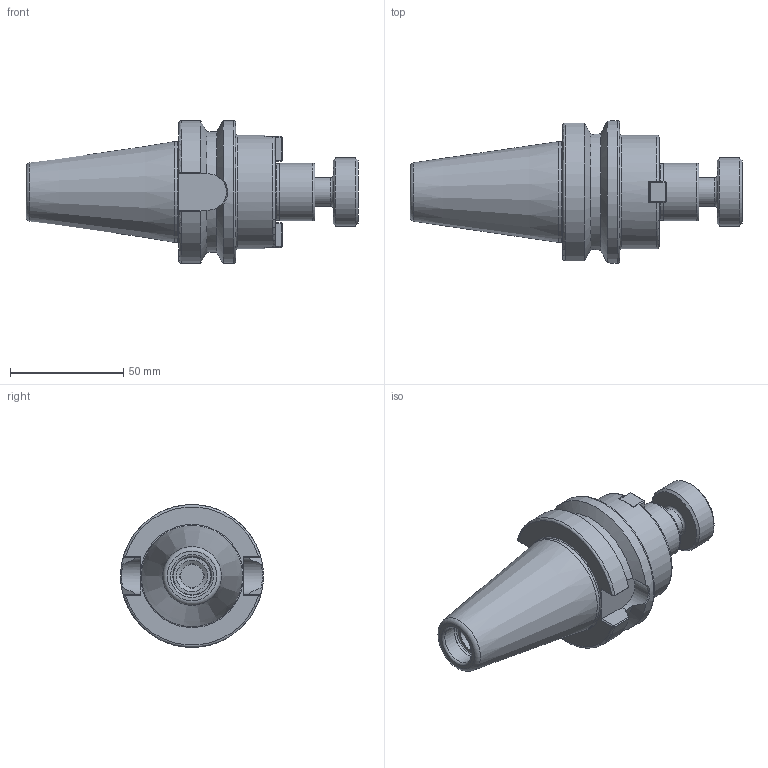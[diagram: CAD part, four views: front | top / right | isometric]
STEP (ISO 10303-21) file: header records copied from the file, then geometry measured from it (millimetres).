
FILE_DESCRIPTION(/* description */ (''),/* implementation_level */ '2;1');
FILE_NAME(/* name */ 'BT40-SM100-0175.stp',/* time_stamp */ '2019-07-23T13:52:14-05:00',/* author */ ('ldfli'),/* organization */ (''),/* preprocessor_version */ 'ST-DEVELOPER v18',/* originating_system */ 'Autodesk Inventor LT',/* authorisation */ '');
FILE_SCHEMA (('AUTOMOTIVE_DESIGN { 1 0 10303 214 3 1 1 }'));
Length unit declared in the file: millimetre
Products named in the file (1): BT40-SM100-0175
Bounding box: 146.4 x 63 x 63 mm (x, y, z)
Volume: 170488.8 mm3; surface area: 33746.9 mm2
Topology: 4 solids, 4 shells, 187 faces, 458 edges, 297 vertices
Faces by surface type: plane 116, cylinder 31, cone 17, torus 13, bspline 10
Full cylindrical faces by diameter (mm): 3.242 x2, 4 x2, 4.5 x2, 7 x2, 8 x2, 11.328 x1, 12.7 x1, 13.835 x1, 17 x1, 17.5 x1, 18 x1, 24.9 x1, 25.4 x1, 30 x1, 50 x1, 63 x1
Entity records: 6034 total; most frequent: CARTESIAN_POINT 1570, DIRECTION 918, ORIENTED_EDGE 912, EDGE_CURVE 456, AXIS2_PLACEMENT_3D 331, VERTEX_POINT 297, LINE 256, VECTOR 256
